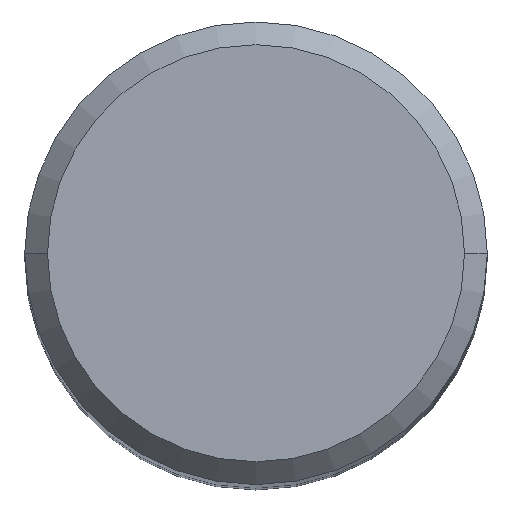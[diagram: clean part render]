
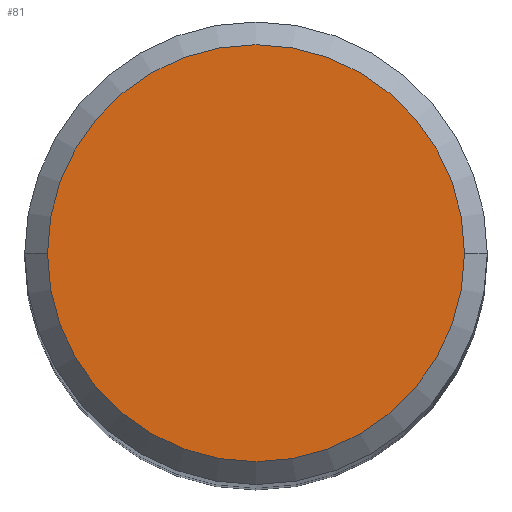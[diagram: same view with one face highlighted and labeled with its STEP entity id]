
A CAD part, top view. The second image highlights one B-rep face of the part: STEP entity #81.
In plain terms, the highlighted planar face has unit normal (0, 0, 1).
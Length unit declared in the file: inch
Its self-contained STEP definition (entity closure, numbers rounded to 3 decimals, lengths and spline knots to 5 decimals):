
#31 = DIRECTION ( 'NONE',  ( 0., 0., 1. ) ) ;
#32 = AXIS2_PLACEMENT_3D ( 'NONE', #70, #321, #171 ) ;
#61 = DIRECTION ( 'NONE',  ( -1., 0., 0. ) ) ;
#70 = CARTESIAN_POINT ( 'NONE',  ( 0., 0., 0. ) ) ;
#77 = CARTESIAN_POINT ( 'NONE',  ( -0.1831, 0., 0. ) ) ;
#81 = ADVANCED_FACE ( 'NONE', ( #210 ), #337, .F. ) ;
#94 = CARTESIAN_POINT ( 'NONE',  ( 0., 0.1831, 0. ) ) ;
#148 = CIRCLE ( 'NONE', #32, 0.1831 ) ;
#151 = CARTESIAN_POINT ( 'NONE',  ( 0., 0., 0. ) ) ;
#171 = DIRECTION ( 'NONE',  ( 1., 0., 0. ) ) ;
#173 = AXIS2_PLACEMENT_3D ( 'NONE', #94, #218, #61 ) ;
#180 = AXIS2_PLACEMENT_3D ( 'NONE', #151, #31, #375 ) ;
#203 = EDGE_LOOP ( 'NONE', ( #334, #267 ) ) ;
#210 = FACE_OUTER_BOUND ( 'NONE', #203, .T. ) ;
#218 = DIRECTION ( 'NONE',  ( 0., 0., -1. ) ) ;
#232 = VERTEX_POINT ( 'NONE', #77 ) ;
#247 = CARTESIAN_POINT ( 'NONE',  ( 0.1831, 0., 0. ) ) ;
#254 = EDGE_CURVE ( 'NONE', #294, #232, #148, .T. ) ;
#267 = ORIENTED_EDGE ( 'NONE', *, *, #254, .T. ) ;
#294 = VERTEX_POINT ( 'NONE', #247 ) ;
#321 = DIRECTION ( 'NONE',  ( 0., 0., 1. ) ) ;
#334 = ORIENTED_EDGE ( 'NONE', *, *, #341, .T. ) ;
#337 = PLANE ( 'NONE',  #173 ) ;
#341 = EDGE_CURVE ( 'NONE', #232, #294, #381, .T. ) ;
#375 = DIRECTION ( 'NONE',  ( 1., 0., 0. ) ) ;
#381 = CIRCLE ( 'NONE', #180, 0.1831 ) ;
